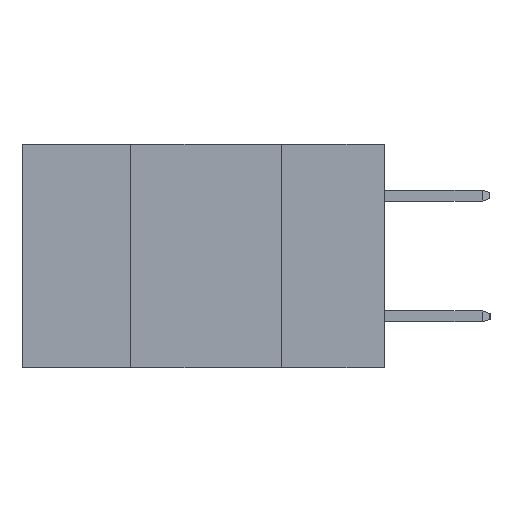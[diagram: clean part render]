
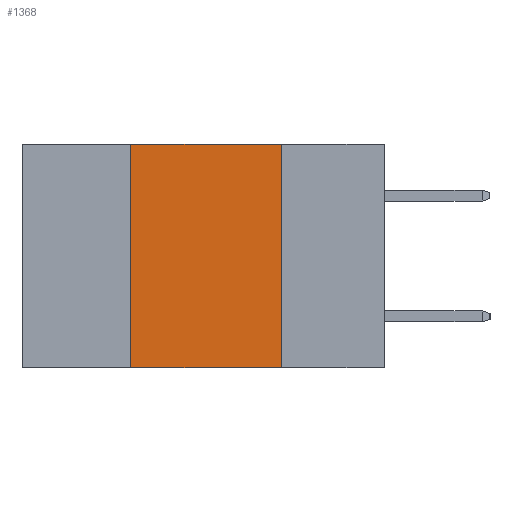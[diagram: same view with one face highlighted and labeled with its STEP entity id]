
A CAD part, left-side view. The second image highlights one B-rep face of the part: STEP entity #1368.
In plain terms, the highlighted planar face has unit normal (-1, 0, 0).
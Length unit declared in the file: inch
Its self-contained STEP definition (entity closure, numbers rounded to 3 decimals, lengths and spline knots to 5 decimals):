
#54 = VERTEX_POINT ( 'NONE', #10804 ) ;
#850 = VERTEX_POINT ( 'NONE', #11209 ) ;
#974 = VECTOR ( 'NONE', #7324, 39.37008 ) ;
#1368 = ADVANCED_FACE ( 'NONE', ( #3444 ), #4959, .F. ) ;
#1692 = EDGE_CURVE ( 'NONE', #8918, #9251, #11798, .T. ) ;
#1990 = EDGE_LOOP ( 'NONE', ( #12221, #8606, #6116, #8704 ) ) ;
#3444 = FACE_OUTER_BOUND ( 'NONE', #1990, .T. ) ;
#3648 = LINE ( 'NONE', #7670, #12608 ) ;
#3996 = LINE ( 'NONE', #7231, #974 ) ;
#4123 = DIRECTION ( 'NONE',  ( 1., 0., 0. ) ) ;
#4144 = DIRECTION ( 'NONE',  ( 0., 0., -1. ) ) ;
#4959 = PLANE ( 'NONE',  #11321 ) ;
#5753 = LINE ( 'NONE', #10767, #8445 ) ;
#5868 = CARTESIAN_POINT ( 'NONE',  ( 0., 0.6, 0. ) ) ;
#6116 = ORIENTED_EDGE ( 'NONE', *, *, #12915, .F. ) ;
#6185 = VECTOR ( 'NONE', #10547, 39.37008 ) ;
#6520 = EDGE_CURVE ( 'NONE', #850, #9251, #5753, .T. ) ;
#7231 = CARTESIAN_POINT ( 'NONE',  ( 0., 0.6, 0. ) ) ;
#7324 = DIRECTION ( 'NONE',  ( 0., -1., 0. ) ) ;
#7637 = DIRECTION ( 'NONE',  ( 0., 0., 1. ) ) ;
#7670 = CARTESIAN_POINT ( 'NONE',  ( 0., 0.42, -0.37 ) ) ;
#8396 = DIRECTION ( 'NONE',  ( 0., -1., 0. ) ) ;
#8445 = VECTOR ( 'NONE', #8396, 39.37008 ) ;
#8606 = ORIENTED_EDGE ( 'NONE', *, *, #13770, .F. ) ;
#8704 = ORIENTED_EDGE ( 'NONE', *, *, #6520, .T. ) ;
#8918 = VERTEX_POINT ( 'NONE', #13880 ) ;
#9251 = VERTEX_POINT ( 'NONE', #12324 ) ;
#10133 = CARTESIAN_POINT ( 'NONE',  ( 0., 0.17, -0.37 ) ) ;
#10547 = DIRECTION ( 'NONE',  ( 0., 0., -1. ) ) ;
#10767 = CARTESIAN_POINT ( 'NONE',  ( 0., 0.6, -0.37 ) ) ;
#10804 = CARTESIAN_POINT ( 'NONE',  ( 0., 0.42, 0. ) ) ;
#11209 = CARTESIAN_POINT ( 'NONE',  ( 0., 0.42, -0.37 ) ) ;
#11321 = AXIS2_PLACEMENT_3D ( 'NONE', #5868, #4123, #4144 ) ;
#11798 = LINE ( 'NONE', #10133, #6185 ) ;
#12221 = ORIENTED_EDGE ( 'NONE', *, *, #1692, .F. ) ;
#12324 = CARTESIAN_POINT ( 'NONE',  ( 0., 0.17, -0.37 ) ) ;
#12608 = VECTOR ( 'NONE', #7637, 39.37008 ) ;
#12915 = EDGE_CURVE ( 'NONE', #850, #54, #3648, .T. ) ;
#13770 = EDGE_CURVE ( 'NONE', #54, #8918, #3996, .T. ) ;
#13880 = CARTESIAN_POINT ( 'NONE',  ( 0., 0.17, 0. ) ) ;
